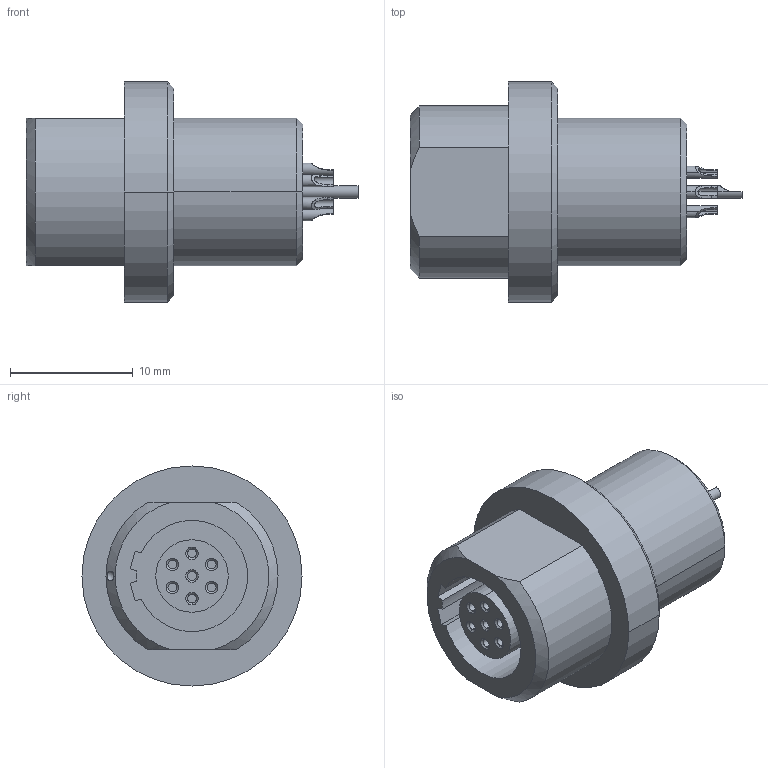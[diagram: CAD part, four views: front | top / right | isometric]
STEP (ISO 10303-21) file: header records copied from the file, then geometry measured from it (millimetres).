
FILE_DESCRIPTION((''),'2;1');
FILE_NAME('G81BAC-P07L','2020-09-02T09:56:19',('RTrager'),(''),'CREO PARAMETRIC BY PTC INC, 2018300','CREO PARAMETRIC BY PTC INC, 2018300','');
FILE_SCHEMA(('AP242_MANAGED_MODEL_BASED_3D_ENGINEERING_MIM_LF { 1 0 10303 442 1 1 4 }'));
Length unit declared in the file: millimetre
Products named in the file (1): G81BAC-P07L
Bounding box: 27 x 17.9 x 17.9 mm (x, y, z)
Volume: 2842.4 mm3; surface area: 2194 mm2
Topology: 1 solids, 1 shells, 142 faces, 342 edges, 220 vertices
Faces by surface type: cylinder 65, plane 42, cone 20, bspline 8, torus 6, sphere 1
Entity records: 7423 total; most frequent: CARTESIAN_POINT 1653, DIRECTION 722, ORIENTED_EDGE 680, PRESENTATION_STYLE_ASSIGNMENT 452, STYLED_ITEM 347, CURVE_STYLE 340, EDGE_CURVE 340, AXIS2_PLACEMENT_3D 288
